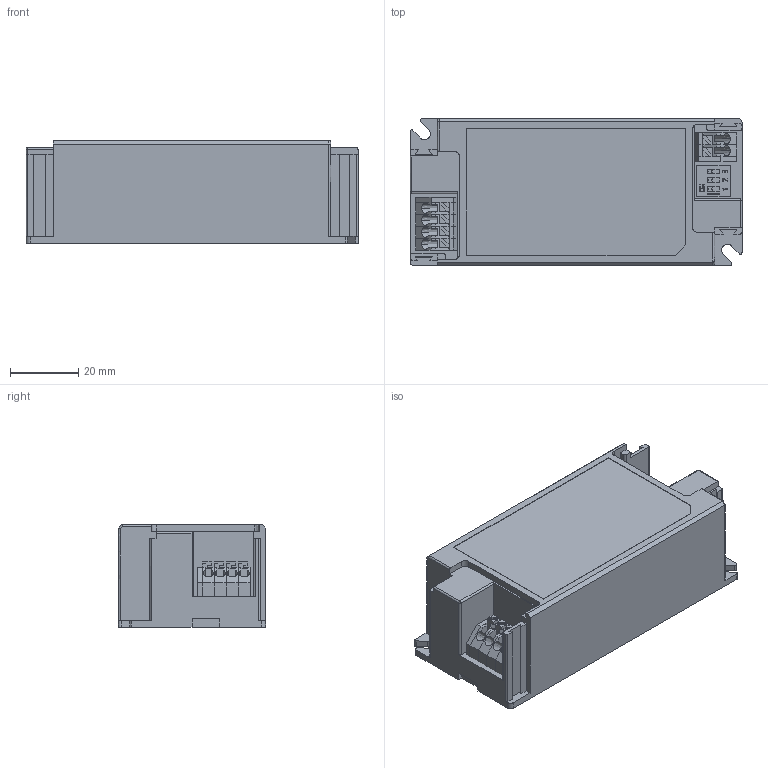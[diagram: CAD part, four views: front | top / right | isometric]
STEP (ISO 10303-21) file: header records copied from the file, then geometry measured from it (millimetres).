
FILE_DESCRIPTION(/* description */ (''),/* implementation_level */ '2;1');
FILE_NAME(/* name */ 'FL9B31~1',/* time_stamp */ '2023-07-05T13:21:17+08:00',/* author */ (''),/* organization */ (''),/* preprocessor_version */ 'ST-DEVELOPER v16.5',/* originating_system */ '',/* authorisation */ '');
FILE_SCHEMA (('AUTOMOTIVE_DESIGN'));
Length unit declared in the file: millimetre
Products named in the file (1): Document
Bounding box: 97 x 43 x 30 mm (x, y, z)
Volume: 113944.4 mm3; surface area: 28480 mm2
Topology: 5 solids, 5 shells, 693 faces, 1803 edges, 1164 vertices
Faces by surface type: plane 513, bspline 180
Entity records: 22742 total; most frequent: CARTESIAN_POINT 10805, ORIENTED_EDGE 3606, EDGE_CURVE 1803, B_SPLINE_CURVE_WITH_KNOTS 1571, VERTEX_POINT 1164, EDGE_LOOP 737, ADVANCED_FACE 693, FACE_OUTER_BOUND 693
